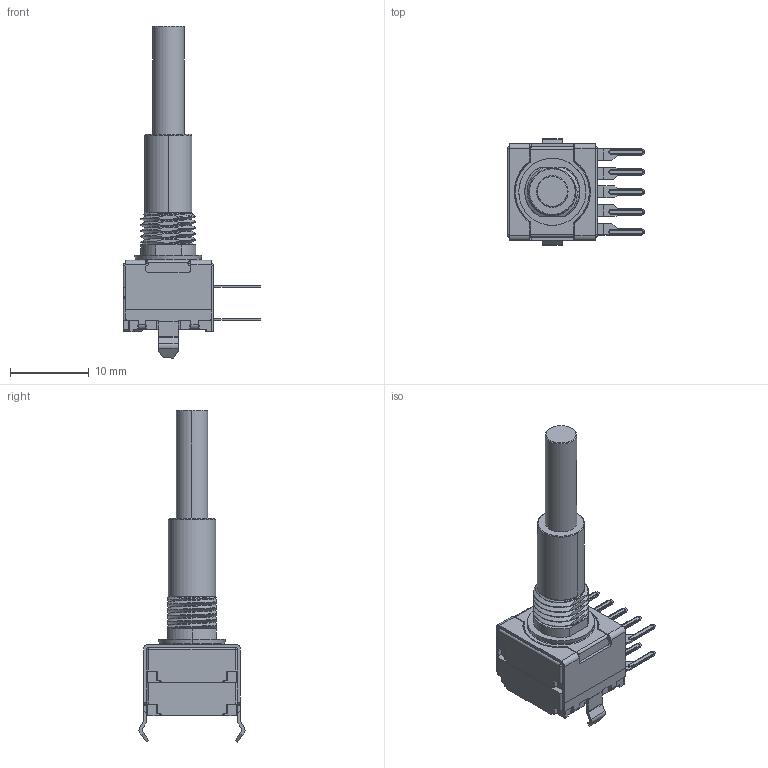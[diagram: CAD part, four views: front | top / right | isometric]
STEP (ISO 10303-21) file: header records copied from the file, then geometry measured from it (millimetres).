
FILE_DESCRIPTION(('OneSpaceDesigner STEP Export'),'2;1');
FILE_NAME('E37-CTXXX0-1.stp','2010-01-08T16:21:01',(''),(''),'OneSpace Designer STEP processor for AP214 (Solid Model)','OneSpace Designer 13.20A 18-Aug-2005 (C) CoCreate Software GmbH','');
FILE_SCHEMA(('AUTOMOTIVE_DESIGN { 1 0 10303 214 1 1 1 1 }'));
Length unit declared in the file: millimetre
Products named in the file (2): E37-CTXXX0-1
Assembly tree (1 placements, depth 2):
  E37-CTXXX0-1
    E37-CTXXX0-1
Bounding box: 17.52 x 13.5 x 42.23 mm (x, y, z)
Volume: 1891.9 mm3; surface area: 1676.4 mm2
Topology: 1 solids, 3 shells, 1242 faces, 3333 edges, 2116 vertices
Faces by surface type: plane 590, cylinder 416, torus 197, cone 21, bspline 10, sphere 8
Entity records: 39195 total; most frequent: CARTESIAN_POINT 9632, ORIENTED_EDGE 6654, DIRECTION 5725, EDGE_CURVE 3325, VERTEX_POINT 2116, VECTOR 1919, LINE 1919, AXIS2_PLACEMENT_3D 1903
